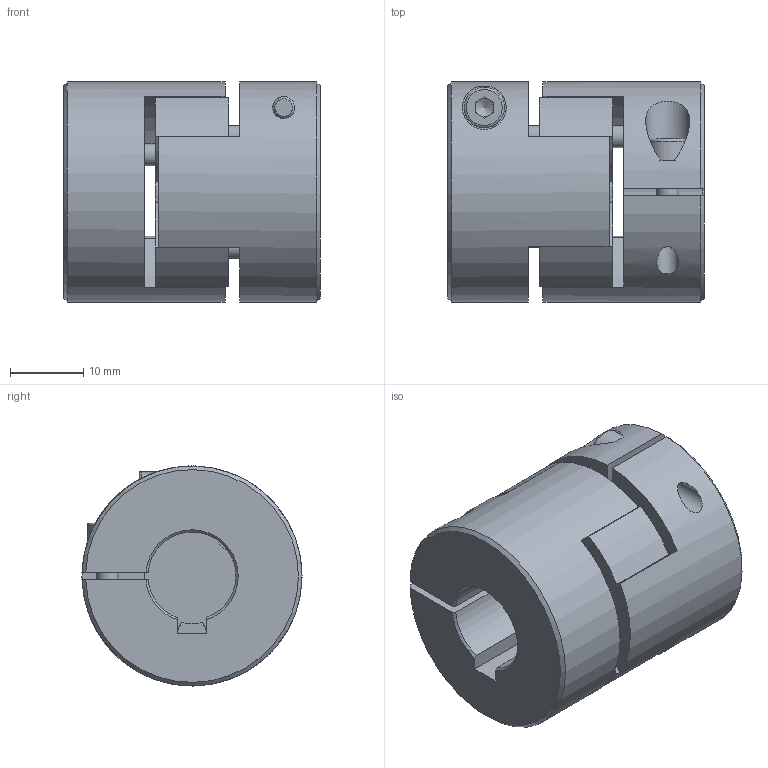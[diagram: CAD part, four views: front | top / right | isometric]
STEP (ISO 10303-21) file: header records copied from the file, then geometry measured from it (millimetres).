
FILE_DESCRIPTION(/* description */ ('STEP AP203'),/* implementation_level */ '2;1');
FILE_NAME(/* name */ 'KBE2-14-6-N12',/* time_stamp */ '2023-06-20T10:38:09+02:00',/* author */ ('License CC BY-ND 4.0'),/* organization */ ('CADENAS'),/* preprocessor_version */ 'ST-DEVELOPER v19.3',/* originating_system */ 'PARTsolutions',/* authorisation */ ' ');
FILE_SCHEMA (('CONFIG_CONTROL_DESIGN'));
Length unit declared in the file: millimetre
Products named in the file (1): KBE2-14-6-N12
Bounding box: 35 x 30 x 30 mm (x, y, z)
Volume: 20775.7 mm3; surface area: 9337 mm2
Topology: 1 solids, 2 shells, 107 faces, 282 edges, 181 vertices
Faces by surface type: plane 50, cylinder 46, cone 9, torus 2
Full cylindrical faces by diameter (mm): 3 x8, 5.5 x2
Entity records: 4081 total; most frequent: CARTESIAN_POINT 651, DIRECTION 590, ORIENTED_EDGE 522, EDGE_CURVE 261, AXIS2_PLACEMENT_3D 236, VERTEX_POINT 178, FACE_BOUND 141, EDGE_LOOP 139
